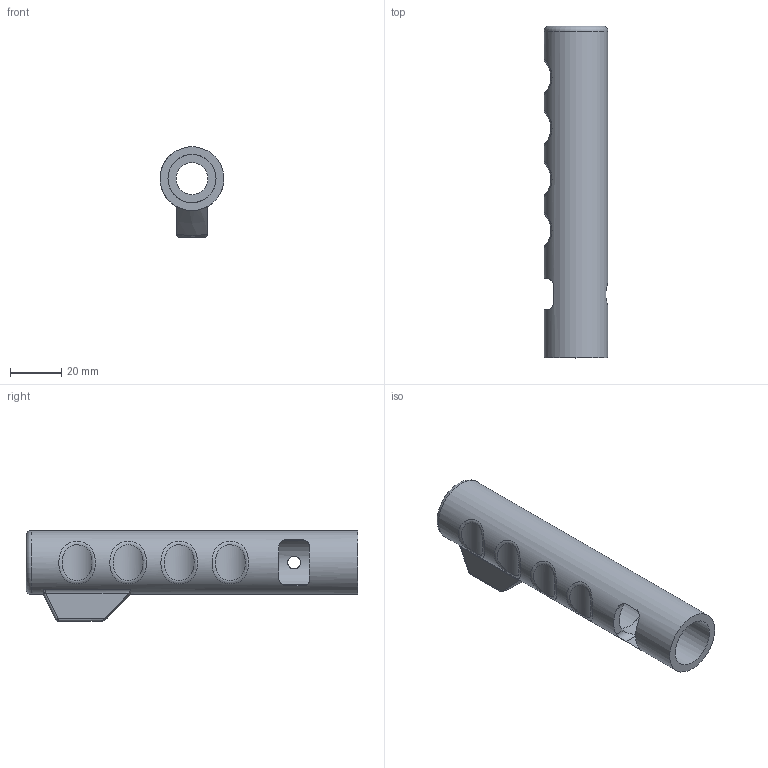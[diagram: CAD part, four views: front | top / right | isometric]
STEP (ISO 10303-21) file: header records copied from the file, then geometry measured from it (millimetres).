
FILE_DESCRIPTION(/* description */ (''),/* implementation_level */ '2;1');
FILE_NAME(/* name */ 'Robot_Button_Flange_V5.2_Left.stp',/* time_stamp */ '2025-09-02T05:50:53-04:00',/* author */ ('jmarvel'),/* organization */ (''),/* preprocessor_version */ 'ST-DEVELOPER v20',/* originating_system */ 'Autodesk Inventor 2025',/* authorisation */ '');
FILE_SCHEMA (('AUTOMOTIVE_DESIGN { 1 0 10303 214 3 1 1 }'));
Length unit declared in the file: millimetre
Products named in the file (1): Robot_Button_Flange_V5.2_Left
Bounding box: 25 x 130 x 35.5 mm (x, y, z)
Volume: 28335.7 mm3; surface area: 19430.3 mm2
Topology: 1 solids, 1 shells, 58 faces, 136 edges, 89 vertices
Faces by surface type: cylinder 26, plane 20, bspline 8, sphere 2, cone 1, torus 1
Full cylindrical faces by diameter (mm): 5 x1, 6 x1, 10 x1, 12.5 x1, 18.848 x1, 19 x1, 25 x1
Entity records: 2488 total; most frequent: CARTESIAN_POINT 1159, ORIENTED_EDGE 272, DIRECTION 236, EDGE_CURVE 136, AXIS2_PLACEMENT_3D 94, VERTEX_POINT 88, EDGE_LOOP 74, FACE_OUTER_BOUND 58
